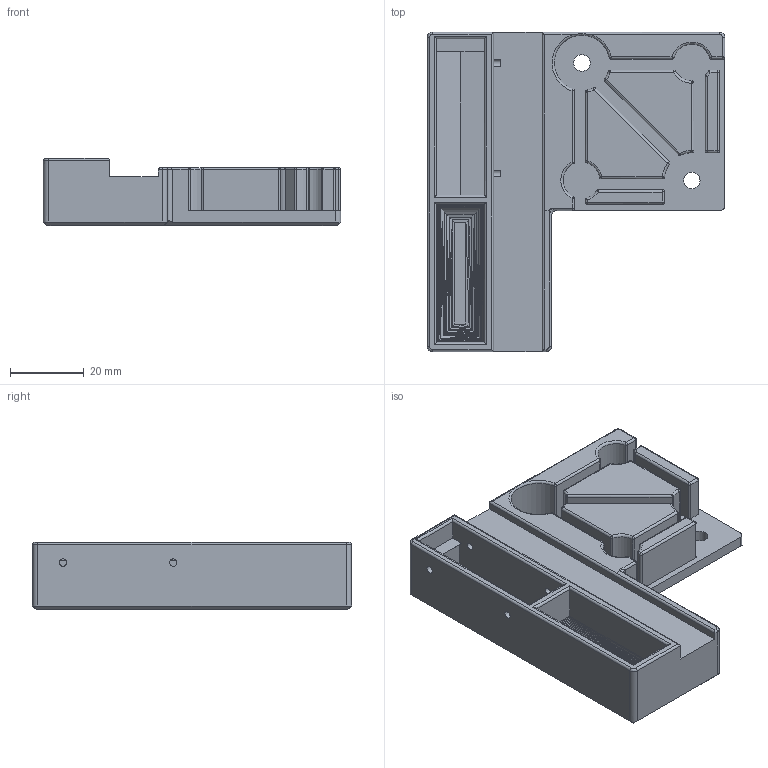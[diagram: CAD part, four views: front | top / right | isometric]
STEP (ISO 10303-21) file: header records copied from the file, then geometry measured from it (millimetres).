
FILE_DESCRIPTION(/* description */ (''),/* implementation_level */ '2;1');
FILE_NAME(/* name */ 'Snapmaker A350 front brush holder v2.step',/* time_stamp */ '2025-08-01T19:56:56-07:00',/* author */ (''),/* organization */ (''),/* preprocessor_version */ 'ST-DEVELOPER v20.1',/* originating_system */ 'Autodesk Translation Framework v14.10.0.0',/* authorisation */ '');
FILE_SCHEMA (('AUTOMOTIVE_DESIGN { 1 0 10303 214 3 1 1 }'));
Length unit declared in the file: millimetre
Products named in the file (1): Snapmaker A350 front brush holder
Bounding box: 80.79 x 86.7 x 18.3 mm (x, y, z)
Volume: 57080.7 mm3; surface area: 22195.9 mm2
Topology: 1 solids, 1 shells, 313 faces, 681 edges, 344 vertices
Faces by surface type: plane 171, cylinder 92, bspline 32, torus 16, cone 2
Full cylindrical faces by diameter (mm): 2 x4, 4.5 x2
Entity records: 9375 total; most frequent: CARTESIAN_POINT 2943, ORIENTED_EDGE 1302, DIRECTION 1302, EDGE_CURVE 651, AXIS2_PLACEMENT_3D 441, LINE 420, VECTOR 420, VERTEX_POINT 344
